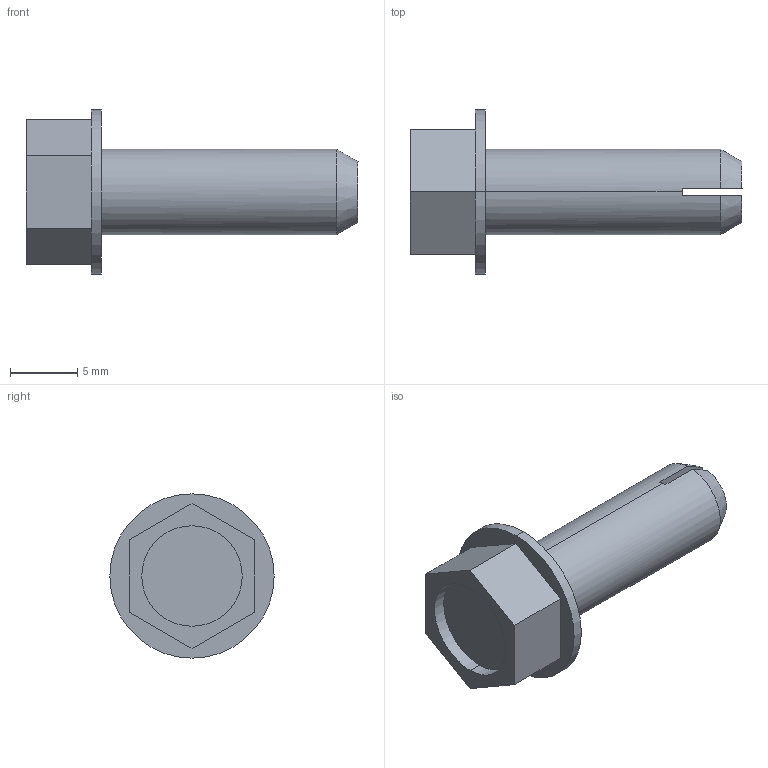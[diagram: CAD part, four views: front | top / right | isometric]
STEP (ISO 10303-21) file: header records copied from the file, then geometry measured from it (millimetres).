
FILE_DESCRIPTION (( 'STEP AP214' ), '1' );
FILE_NAME ('ThreadRollingScrew_0.25-20x0.75_FHTS 0.25-20-G-0.75-C.step', '2018-12-20T18:35:04', ( '' ), ( '' ), 'SwSTEP 2.0', 'SolidWorks 2018', '' );
FILE_SCHEMA (( 'AUTOMOTIVE_DESIGN' ));
Length unit declared in the file: millimetre
Products named in the file (1): ThreadRollingScrew_0.25-20x0.75_FHTS 0.25-20-G-0.75-C
Bounding box: 24.64 x 12.19 x 12.19 mm (x, y, z)
Volume: 986.4 mm3; surface area: 854.9 mm2
Topology: 1 solids, 1 shells, 23 faces, 54 edges, 36 vertices
Faces by surface type: plane 15, cylinder 6, cone 2
Entity records: 704 total; most frequent: CARTESIAN_POINT 126, DIRECTION 116, ORIENTED_EDGE 108, EDGE_CURVE 54, AXIS2_PLACEMENT_3D 42, VERTEX_POINT 36, LINE 32, VECTOR 32
